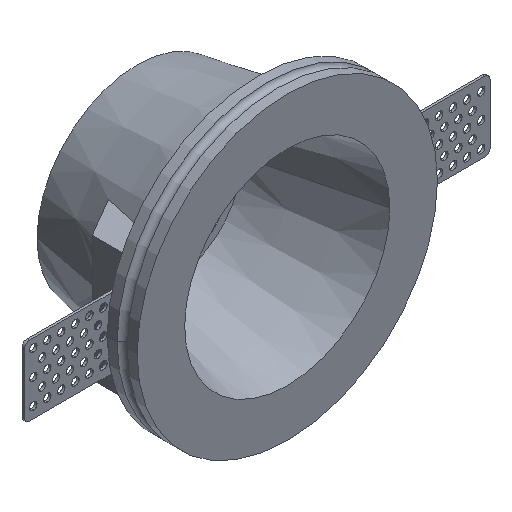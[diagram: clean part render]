
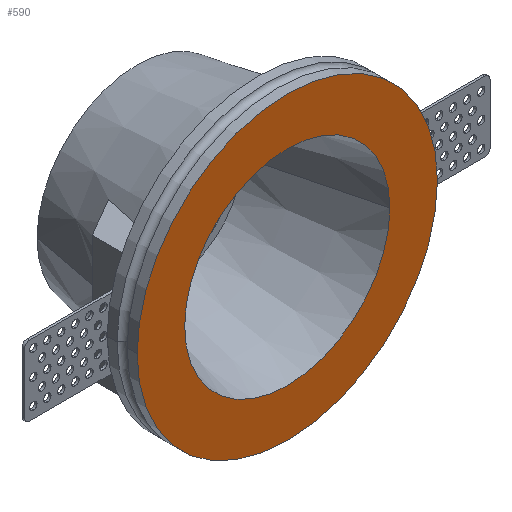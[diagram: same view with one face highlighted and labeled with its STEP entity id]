
A CAD part, isometric view. The second image highlights one B-rep face of the part: STEP entity #590.
In plain terms, the highlighted planar face has unit normal (0, -1, 0).
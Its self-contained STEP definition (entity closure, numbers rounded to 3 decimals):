
#1=CARTESIAN_POINT('',(0.,0.,0.));
#2=DIRECTION('',(0.,1.,0.));
#3=DIRECTION('',(1.,0.,0.));
#4=AXIS2_PLACEMENT_3D('',#1,#2,#3);
#6=CARTESIAN_POINT('',(0.,0.,0.));
#7=DIRECTION('',(0.,1.,0.));
#8=DIRECTION('',(-1.,0.,0.));
#9=AXIS2_PLACEMENT_3D('',#6,#7,#8);
#11=CARTESIAN_POINT('',(0.,0.,0.));
#12=DIRECTION('',(0.,-1.,0.));
#13=DIRECTION('',(1.,0.,0.));
#14=AXIS2_PLACEMENT_3D('',#11,#12,#13);
#16=CARTESIAN_POINT('',(0.,0.,0.));
#17=DIRECTION('',(0.,-1.,0.));
#18=DIRECTION('',(-1.,0.,0.));
#19=AXIS2_PLACEMENT_3D('',#16,#17,#18);
#449=CARTESIAN_POINT('',(60.,0.,0.));
#450=CARTESIAN_POINT('',(-60.,0.,0.));
#451=VERTEX_POINT('',#449);
#452=VERTEX_POINT('',#450);
#505=CARTESIAN_POINT('',(41.,0.,0.));
#506=CARTESIAN_POINT('',(-41.,0.,0.));
#507=VERTEX_POINT('',#505);
#508=VERTEX_POINT('',#506);
#573=CARTESIAN_POINT('',(0.,0.,0.));
#574=DIRECTION('',(0.,1.,0.));
#575=DIRECTION('',(1.,0.,0.));
#576=AXIS2_PLACEMENT_3D('',#573,#574,#575);
#577=PLANE('',#576);
#579=ORIENTED_EDGE('',*,*,#578,.T.);
#581=ORIENTED_EDGE('',*,*,#580,.T.);
#582=EDGE_LOOP('',(#579,#581));
#583=FACE_OUTER_BOUND('',#582,.F.);
#585=ORIENTED_EDGE('',*,*,#584,.T.);
#587=ORIENTED_EDGE('',*,*,#586,.T.);
#588=EDGE_LOOP('',(#585,#587));
#589=FACE_BOUND('',#588,.F.);
#590=ADVANCED_FACE('',(#583,#589),#577,.F.);
#5=CIRCLE('',#4,60.);
#10=CIRCLE('',#9,60.);
#15=CIRCLE('',#14,41.);
#20=CIRCLE('',#19,41.);
#578=EDGE_CURVE('',#451,#452,#5,.T.);
#580=EDGE_CURVE('',#452,#451,#10,.T.);
#584=EDGE_CURVE('',#507,#508,#15,.T.);
#586=EDGE_CURVE('',#508,#507,#20,.T.);
